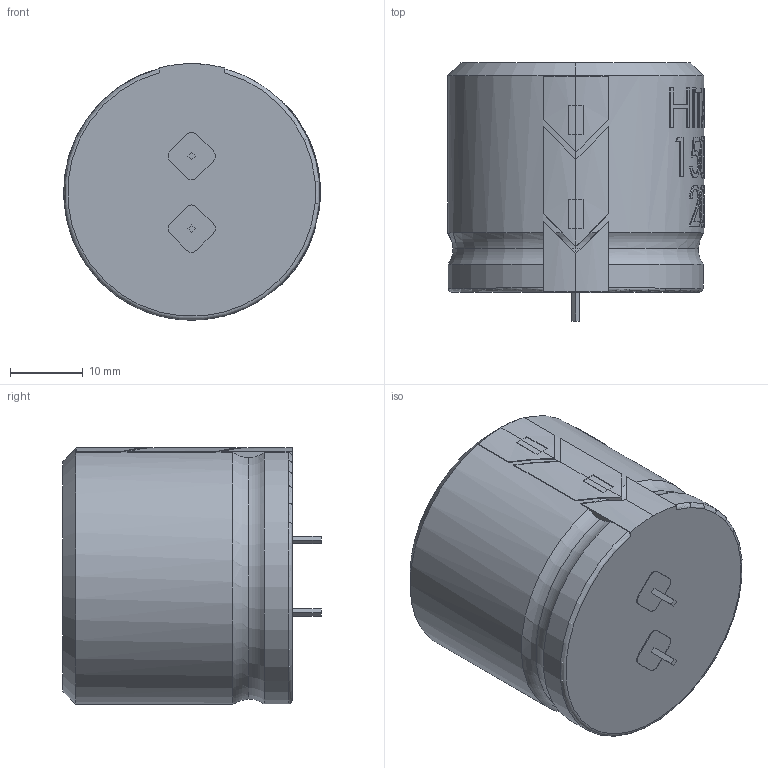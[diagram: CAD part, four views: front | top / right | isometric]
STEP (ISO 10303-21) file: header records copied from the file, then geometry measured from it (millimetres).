
FILE_DESCRIPTION (( 'STEP AP214' ), '1' );
FILE_NAME ('HITANO 1500uF 200V EHU 105C GU (M).STEP', '2024-03-08T15:08:12', ( '' ), ( '' ), 'SwSTEP 2.0', 'SolidWorks 2024', '' );
FILE_SCHEMA (( 'AUTOMOTIVE_DESIGN' ));
Length unit declared in the file: millimetre
Products named in the file (1): HITANO 1500uF 200V EHU 105C GU (M)
Bounding box: 35.4 x 35.6 x 35.4 mm (x, y, z)
Volume: 30594.5 mm3; surface area: 5428.6 mm2
Topology: 1 solids, 1 shells, 249 faces, 660 edges, 439 vertices
Faces by surface type: plane 131, bspline 64, cylinder 45, torus 7, cone 2
Entity records: 14618 total; most frequent: CARTESIAN_POINT 6183, ORIENTED_EDGE 1320, DIRECTION 972, EDGE_CURVE 660, VERTEX_POINT 439, LINE 324, AXIS2_PLACEMENT_3D 324, VECTOR 324
